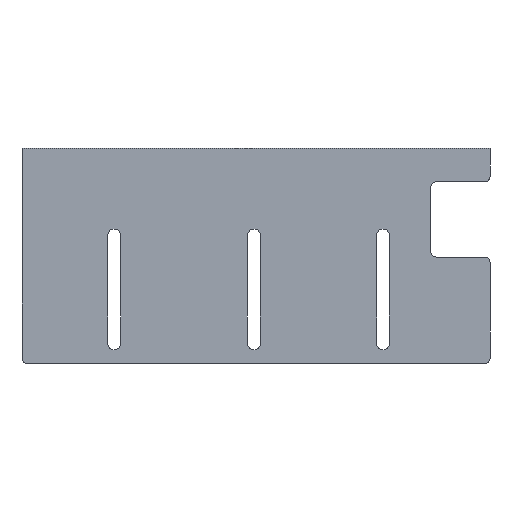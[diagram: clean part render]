
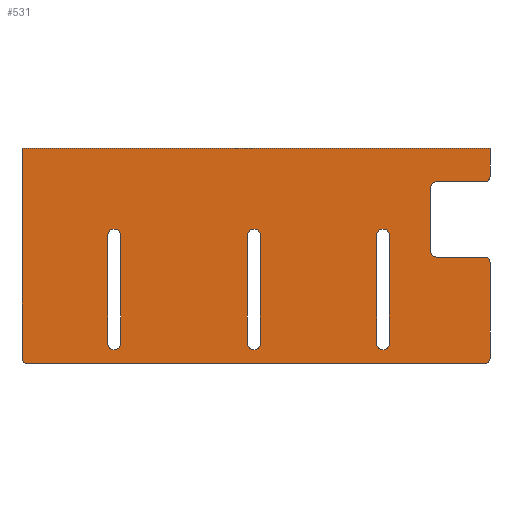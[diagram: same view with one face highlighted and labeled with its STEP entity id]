
A CAD part, front view. The second image highlights one B-rep face of the part: STEP entity #531.
In plain terms, the highlighted planar face has unit normal (0, -1, 0).
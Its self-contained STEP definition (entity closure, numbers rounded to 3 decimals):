
#15=FACE_BOUND('',#68,.T.);
#16=FACE_BOUND('',#69,.T.);
#17=FACE_BOUND('',#70,.T.);
#22=PLANE('',#575);
#39=FACE_OUTER_BOUND('',#67,.T.);
#67=EDGE_LOOP('',(#369,#370,#371,#372,#373,#374,#375,#376,#377,#378,#379,
#380,#381,#382));
#68=EDGE_LOOP('',(#383,#384,#385,#386));
#69=EDGE_LOOP('',(#387,#388,#389,#390));
#70=EDGE_LOOP('',(#391,#392,#393,#394));
#101=LINE('',#795,#155);
#104=LINE('',#801,#158);
#105=LINE('',#805,#159);
#106=LINE('',#809,#160);
#107=LINE('',#813,#161);
#108=LINE('',#817,#162);
#109=LINE('',#821,#163);
#110=LINE('',#822,#164);
#111=LINE('',#825,#165);
#112=LINE('',#829,#166);
#113=LINE('',#833,#167);
#114=LINE('',#837,#168);
#115=LINE('',#841,#169);
#116=LINE('',#845,#170);
#155=VECTOR('',#635,10.);
#158=VECTOR('',#640,10.);
#159=VECTOR('',#643,10.);
#160=VECTOR('',#646,10.);
#161=VECTOR('',#649,10.);
#162=VECTOR('',#652,10.);
#163=VECTOR('',#655,10.);
#164=VECTOR('',#656,10.);
#165=VECTOR('',#657,10.);
#166=VECTOR('',#660,10.);
#167=VECTOR('',#663,10.);
#168=VECTOR('',#666,10.);
#169=VECTOR('',#669,10.);
#170=VECTOR('',#672,10.);
#208=CIRCLE('',#573,5.);
#209=CIRCLE('',#576,5.);
#210=CIRCLE('',#577,5.);
#211=CIRCLE('',#578,5.);
#212=CIRCLE('',#579,5.);
#213=CIRCLE('',#580,5.);
#214=CIRCLE('',#581,6.);
#215=CIRCLE('',#582,6.);
#216=CIRCLE('',#583,6.);
#217=CIRCLE('',#584,6.);
#218=CIRCLE('',#585,6.);
#219=CIRCLE('',#586,6.);
#233=VERTEX_POINT('',#788);
#234=VERTEX_POINT('',#790);
#235=VERTEX_POINT('',#794);
#237=VERTEX_POINT('',#800);
#238=VERTEX_POINT('',#802);
#239=VERTEX_POINT('',#804);
#240=VERTEX_POINT('',#806);
#241=VERTEX_POINT('',#808);
#242=VERTEX_POINT('',#810);
#243=VERTEX_POINT('',#812);
#244=VERTEX_POINT('',#814);
#245=VERTEX_POINT('',#816);
#246=VERTEX_POINT('',#818);
#247=VERTEX_POINT('',#820);
#248=VERTEX_POINT('',#823);
#249=VERTEX_POINT('',#824);
#250=VERTEX_POINT('',#826);
#251=VERTEX_POINT('',#828);
#252=VERTEX_POINT('',#831);
#253=VERTEX_POINT('',#832);
#254=VERTEX_POINT('',#834);
#255=VERTEX_POINT('',#836);
#256=VERTEX_POINT('',#839);
#257=VERTEX_POINT('',#840);
#258=VERTEX_POINT('',#842);
#259=VERTEX_POINT('',#844);
#285=EDGE_CURVE('',#233,#234,#208,.T.);
#287=EDGE_CURVE('',#235,#234,#101,.T.);
#290=EDGE_CURVE('',#237,#233,#104,.T.);
#291=EDGE_CURVE('',#238,#237,#209,.T.);
#292=EDGE_CURVE('',#239,#238,#105,.T.);
#293=EDGE_CURVE('',#240,#239,#210,.T.);
#294=EDGE_CURVE('',#240,#241,#106,.T.);
#295=EDGE_CURVE('',#242,#241,#211,.T.);
#296=EDGE_CURVE('',#242,#243,#107,.T.);
#297=EDGE_CURVE('',#244,#243,#212,.T.);
#298=EDGE_CURVE('',#244,#245,#108,.T.);
#299=EDGE_CURVE('',#246,#245,#213,.T.);
#300=EDGE_CURVE('',#247,#246,#109,.T.);
#301=EDGE_CURVE('',#247,#235,#110,.T.);
#302=EDGE_CURVE('',#248,#249,#111,.T.);
#303=EDGE_CURVE('',#249,#250,#214,.T.);
#304=EDGE_CURVE('',#250,#251,#112,.T.);
#305=EDGE_CURVE('',#251,#248,#215,.T.);
#306=EDGE_CURVE('',#252,#253,#113,.T.);
#307=EDGE_CURVE('',#253,#254,#216,.T.);
#308=EDGE_CURVE('',#254,#255,#114,.T.);
#309=EDGE_CURVE('',#255,#252,#217,.T.);
#310=EDGE_CURVE('',#256,#257,#115,.T.);
#311=EDGE_CURVE('',#257,#258,#218,.T.);
#312=EDGE_CURVE('',#258,#259,#116,.T.);
#313=EDGE_CURVE('',#259,#256,#219,.T.);
#369=ORIENTED_EDGE('',*,*,#285,.F.);
#370=ORIENTED_EDGE('',*,*,#290,.F.);
#371=ORIENTED_EDGE('',*,*,#291,.F.);
#372=ORIENTED_EDGE('',*,*,#292,.F.);
#373=ORIENTED_EDGE('',*,*,#293,.F.);
#374=ORIENTED_EDGE('',*,*,#294,.T.);
#375=ORIENTED_EDGE('',*,*,#295,.F.);
#376=ORIENTED_EDGE('',*,*,#296,.T.);
#377=ORIENTED_EDGE('',*,*,#297,.F.);
#378=ORIENTED_EDGE('',*,*,#298,.T.);
#379=ORIENTED_EDGE('',*,*,#299,.F.);
#380=ORIENTED_EDGE('',*,*,#300,.F.);
#381=ORIENTED_EDGE('',*,*,#301,.T.);
#382=ORIENTED_EDGE('',*,*,#287,.T.);
#383=ORIENTED_EDGE('',*,*,#302,.T.);
#384=ORIENTED_EDGE('',*,*,#303,.T.);
#385=ORIENTED_EDGE('',*,*,#304,.T.);
#386=ORIENTED_EDGE('',*,*,#305,.T.);
#387=ORIENTED_EDGE('',*,*,#306,.T.);
#388=ORIENTED_EDGE('',*,*,#307,.T.);
#389=ORIENTED_EDGE('',*,*,#308,.T.);
#390=ORIENTED_EDGE('',*,*,#309,.T.);
#391=ORIENTED_EDGE('',*,*,#310,.T.);
#392=ORIENTED_EDGE('',*,*,#311,.T.);
#393=ORIENTED_EDGE('',*,*,#312,.T.);
#394=ORIENTED_EDGE('',*,*,#313,.T.);
#531=ADVANCED_FACE('',(#39,#15,#16,#17),#22,.T.);
#573=AXIS2_PLACEMENT_3D('',#791,#630,#631);
#575=AXIS2_PLACEMENT_3D('',#799,#638,#639);
#576=AXIS2_PLACEMENT_3D('',#803,#641,#642);
#577=AXIS2_PLACEMENT_3D('',#807,#644,#645);
#578=AXIS2_PLACEMENT_3D('',#811,#647,#648);
#579=AXIS2_PLACEMENT_3D('',#815,#650,#651);
#580=AXIS2_PLACEMENT_3D('',#819,#653,#654);
#581=AXIS2_PLACEMENT_3D('',#827,#658,#659);
#582=AXIS2_PLACEMENT_3D('',#830,#661,#662);
#583=AXIS2_PLACEMENT_3D('',#835,#664,#665);
#584=AXIS2_PLACEMENT_3D('',#838,#667,#668);
#585=AXIS2_PLACEMENT_3D('',#843,#670,#671);
#586=AXIS2_PLACEMENT_3D('',#846,#673,#674);
#630=DIRECTION('center_axis',(0.,1.,0.));
#631=DIRECTION('ref_axis',(-0.707,0.,-0.707));
#635=DIRECTION('',(0.,0.,-1.));
#638=DIRECTION('center_axis',(0.,-1.,0.));
#639=DIRECTION('ref_axis',(-1.,0.,0.));
#640=DIRECTION('',(-1.,0.,0.));
#641=DIRECTION('center_axis',(0.,1.,0.));
#642=DIRECTION('ref_axis',(0.707,0.,-0.707));
#643=DIRECTION('',(0.,0.,-1.));
#644=DIRECTION('center_axis',(0.,1.,0.));
#645=DIRECTION('ref_axis',(0.707,0.,0.707));
#646=DIRECTION('',(-1.,0.,0.));
#647=DIRECTION('center_axis',(0.,-1.,0.));
#648=DIRECTION('ref_axis',(-0.707,0.,-0.707));
#649=DIRECTION('',(0.,0.,1.));
#650=DIRECTION('center_axis',(0.,-1.,0.));
#651=DIRECTION('ref_axis',(-0.707,0.,0.707));
#652=DIRECTION('',(1.,0.,0.));
#653=DIRECTION('center_axis',(0.,1.,0.));
#654=DIRECTION('ref_axis',(0.707,0.,-0.707));
#655=DIRECTION('',(0.,0.,-1.));
#656=DIRECTION('',(-1.,0.,0.));
#657=DIRECTION('',(0.,0.,-1.));
#658=DIRECTION('center_axis',(0.,1.,0.));
#659=DIRECTION('ref_axis',(-1.,0.,0.));
#660=DIRECTION('',(0.,0.,1.));
#661=DIRECTION('center_axis',(0.,1.,0.));
#662=DIRECTION('ref_axis',(1.,0.,0.));
#663=DIRECTION('',(0.001,0.,1.));
#664=DIRECTION('center_axis',(0.,1.,0.));
#665=DIRECTION('ref_axis',(1.,0.,-0.001));
#666=DIRECTION('',(-0.001,0.,-1.));
#667=DIRECTION('center_axis',(0.,1.,0.));
#668=DIRECTION('ref_axis',(-1.,0.,0.001));
#669=DIRECTION('',(0.,0.,-1.));
#670=DIRECTION('center_axis',(0.,1.,0.));
#671=DIRECTION('ref_axis',(-1.,0.,0.));
#672=DIRECTION('',(0.,0.,1.));
#673=DIRECTION('center_axis',(0.,1.,0.));
#674=DIRECTION('ref_axis',(1.,0.,0.));
#788=CARTESIAN_POINT('',(49.97,-414.,231.));
#790=CARTESIAN_POINT('',(44.97,-414.,236.));
#791=CARTESIAN_POINT('Origin',(49.97,-414.,236.));
#794=CARTESIAN_POINT('',(44.97,-414.,431.));
#795=CARTESIAN_POINT('',(44.97,-414.,431.));
#799=CARTESIAN_POINT('Origin',(479.97,-414.,431.));
#800=CARTESIAN_POINT('',(474.97,-414.,231.));
#801=CARTESIAN_POINT('',(479.97,-414.,231.));
#802=CARTESIAN_POINT('',(479.97,-414.,236.));
#803=CARTESIAN_POINT('Origin',(474.97,-414.,236.));
#804=CARTESIAN_POINT('',(479.97,-414.,325.));
#805=CARTESIAN_POINT('',(479.97,-414.,431.));
#806=CARTESIAN_POINT('',(474.97,-414.,330.));
#807=CARTESIAN_POINT('Origin',(474.97,-414.,325.));
#808=CARTESIAN_POINT('',(430.,-414.,330.));
#809=CARTESIAN_POINT('',(479.97,-414.,330.));
#810=CARTESIAN_POINT('',(425.,-414.,335.));
#811=CARTESIAN_POINT('Origin',(430.,-414.,335.));
#812=CARTESIAN_POINT('',(425.,-414.,395.));
#813=CARTESIAN_POINT('',(425.,-414.,380.5));
#814=CARTESIAN_POINT('',(430.,-414.,400.));
#815=CARTESIAN_POINT('Origin',(430.,-414.,395.));
#816=CARTESIAN_POINT('',(474.97,-414.,400.));
#817=CARTESIAN_POINT('',(452.485,-414.,400.));
#818=CARTESIAN_POINT('',(479.97,-414.,405.));
#819=CARTESIAN_POINT('Origin',(474.97,-414.,405.));
#820=CARTESIAN_POINT('',(479.97,-414.,431.));
#821=CARTESIAN_POINT('',(479.97,-414.,431.));
#822=CARTESIAN_POINT('',(479.97,-414.,431.));
#823=CARTESIAN_POINT('',(266.563,-414.,350.));
#824=CARTESIAN_POINT('',(266.563,-414.,250.));
#825=CARTESIAN_POINT('',(266.563,-414.,390.5));
#826=CARTESIAN_POINT('',(254.563,-414.,250.));
#827=CARTESIAN_POINT('Origin',(260.563,-414.,250.));
#828=CARTESIAN_POINT('',(254.563,-414.,350.));
#829=CARTESIAN_POINT('',(254.563,-414.,340.5));
#830=CARTESIAN_POINT('Origin',(260.563,-414.,350.));
#831=CARTESIAN_POINT('',(374.503,-414.,250.004));
#832=CARTESIAN_POINT('',(374.563,-414.,350.004));
#833=CARTESIAN_POINT('',(374.557,-414.,340.534));
#834=CARTESIAN_POINT('',(386.563,-414.,349.996));
#835=CARTESIAN_POINT('Origin',(380.563,-414.,350.));
#836=CARTESIAN_POINT('',(386.503,-414.,249.996));
#837=CARTESIAN_POINT('',(386.588,-414.,390.526));
#838=CARTESIAN_POINT('Origin',(380.503,-414.,250.));
#839=CARTESIAN_POINT('',(136.563,-414.,350.));
#840=CARTESIAN_POINT('',(136.563,-414.,250.));
#841=CARTESIAN_POINT('',(136.563,-414.,390.5));
#842=CARTESIAN_POINT('',(124.563,-414.,250.));
#843=CARTESIAN_POINT('Origin',(130.563,-414.,250.));
#844=CARTESIAN_POINT('',(124.563,-414.,350.));
#845=CARTESIAN_POINT('',(124.563,-414.,340.5));
#846=CARTESIAN_POINT('Origin',(130.563,-414.,350.));
